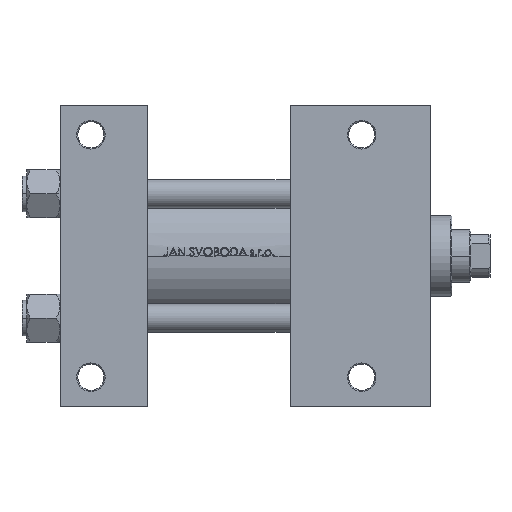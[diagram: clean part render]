
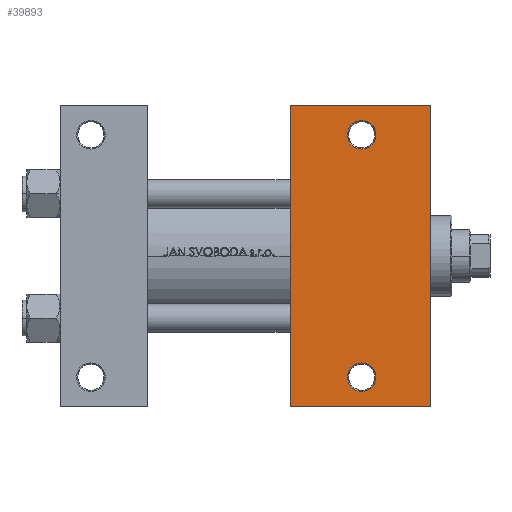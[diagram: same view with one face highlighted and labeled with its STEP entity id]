
A CAD part, front view. The second image highlights one B-rep face of the part: STEP entity #39893.
In plain terms, the highlighted face is planar.
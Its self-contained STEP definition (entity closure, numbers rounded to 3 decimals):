
#710 = AXIS2_PLACEMENT_3D ( 'NONE', #29845, #45018, #44519 ) ;
#1074 = CARTESIAN_POINT ( 'NONE',  ( 156., 37.5, -37.5 ) ) ;
#1145 = LINE ( 'NONE', #35037, #40613 ) ;
#1489 = VECTOR ( 'NONE', #45806, 1000. ) ;
#2826 = DIRECTION ( 'NONE',  ( -1., 0., 0. ) ) ;
#3336 = EDGE_CURVE ( 'NONE', #21695, #10340, #27325, .T. ) ;
#3378 = AXIS2_PLACEMENT_3D ( 'NONE', #18642, #33863, #46532 ) ;
#3464 = PLANE ( 'NONE',  #3378 ) ;
#4124 = ORIENTED_EDGE ( 'NONE', *, *, #30530, .T. ) ;
#4440 = CARTESIAN_POINT ( 'NONE',  ( 97., 63.5, -37.5 ) ) ;
#4921 = ORIENTED_EDGE ( 'NONE', *, *, #47465, .T. ) ;
#5008 = AXIS2_PLACEMENT_3D ( 'NONE', #11122, #38304, #11872 ) ;
#7182 = FACE_BOUND ( 'NONE', #17653, .T. ) ;
#7486 = CARTESIAN_POINT ( 'NONE',  ( 97., -63.5, -37.5 ) ) ;
#8154 = VERTEX_POINT ( 'NONE', #15834 ) ;
#10340 = VERTEX_POINT ( 'NONE', #27406 ) ;
#10390 = CIRCLE ( 'NONE', #18358, 5.999 ) ;
#10580 = ORIENTED_EDGE ( 'NONE', *, *, #3336, .T. ) ;
#11122 = CARTESIAN_POINT ( 'NONE',  ( 127., 51., -37.5 ) ) ;
#11400 = VERTEX_POINT ( 'NONE', #18198 ) ;
#11782 = LINE ( 'NONE', #1074, #19451 ) ;
#11872 = DIRECTION ( 'NONE',  ( -1., 0., 0. ) ) ;
#12277 = DIRECTION ( 'NONE',  ( 0., -1., 0. ) ) ;
#12418 = VERTEX_POINT ( 'NONE', #48185 ) ;
#13631 = AXIS2_PLACEMENT_3D ( 'NONE', #37771, #30797, #19065 ) ;
#15018 = CARTESIAN_POINT ( 'NONE',  ( 127., -51., -37.5 ) ) ;
#15834 = CARTESIAN_POINT ( 'NONE',  ( 121., -51., -37.5 ) ) ;
#17045 = ORIENTED_EDGE ( 'NONE', *, *, #25499, .T. ) ;
#17404 = VECTOR ( 'NONE', #22700, 1000. ) ;
#17653 = EDGE_LOOP ( 'NONE', ( #37819, #17045 ) ) ;
#18198 = CARTESIAN_POINT ( 'NONE',  ( 156., 63.5, -37.5 ) ) ;
#18252 = DIRECTION ( 'NONE',  ( 0., 0., 1. ) ) ;
#18358 = AXIS2_PLACEMENT_3D ( 'NONE', #15018, #18252, #2826 ) ;
#18642 = CARTESIAN_POINT ( 'NONE',  ( 156., 37.5, -37.5 ) ) ;
#19065 = DIRECTION ( 'NONE',  ( -1., 0., 0. ) ) ;
#19451 = VECTOR ( 'NONE', #12277, 1000. ) ;
#20055 = ORIENTED_EDGE ( 'NONE', *, *, #22069, .T. ) ;
#21695 = VERTEX_POINT ( 'NONE', #38896 ) ;
#22069 = EDGE_CURVE ( 'NONE', #10340, #21695, #24557, .T. ) ;
#22700 = DIRECTION ( 'NONE',  ( -1., 0., 0. ) ) ;
#23179 = VERTEX_POINT ( 'NONE', #28355 ) ;
#24317 = EDGE_CURVE ( 'NONE', #47613, #12418, #1145, .T. ) ;
#24557 = CIRCLE ( 'NONE', #710, 5.999 ) ;
#25235 = EDGE_LOOP ( 'NONE', ( #27915, #4124, #4921, #29148 ) ) ;
#25499 = EDGE_CURVE ( 'NONE', #35991, #8154, #10390, .T. ) ;
#26135 = LINE ( 'NONE', #4440, #1489 ) ;
#26177 = CARTESIAN_POINT ( 'NONE',  ( 132.999, -51., -37.5 ) ) ;
#27325 = CIRCLE ( 'NONE', #5008, 5.999 ) ;
#27406 = CARTESIAN_POINT ( 'NONE',  ( 132.999, 51., -37.5 ) ) ;
#27915 = ORIENTED_EDGE ( 'NONE', *, *, #24317, .F. ) ;
#27988 = EDGE_LOOP ( 'NONE', ( #10580, #20055 ) ) ;
#28355 = CARTESIAN_POINT ( 'NONE',  ( 156., -63.5, -37.5 ) ) ;
#29148 = ORIENTED_EDGE ( 'NONE', *, *, #30236, .T. ) ;
#29845 = CARTESIAN_POINT ( 'NONE',  ( 127., 51., -37.5 ) ) ;
#30236 = EDGE_CURVE ( 'NONE', #23179, #12418, #41632, .T. ) ;
#30398 = CIRCLE ( 'NONE', #13631, 5.999 ) ;
#30530 = EDGE_CURVE ( 'NONE', #47613, #11400, #26135, .T. ) ;
#30797 = DIRECTION ( 'NONE',  ( 0., 0., 1. ) ) ;
#32211 = CARTESIAN_POINT ( 'NONE',  ( 97., 63.5, -37.5 ) ) ;
#33863 = DIRECTION ( 'NONE',  ( 0., 0., -1. ) ) ;
#35037 = CARTESIAN_POINT ( 'NONE',  ( 97., 37.5, -37.5 ) ) ;
#35991 = VERTEX_POINT ( 'NONE', #26177 ) ;
#37589 = FACE_OUTER_BOUND ( 'NONE', #25235, .T. ) ;
#37734 = EDGE_CURVE ( 'NONE', #8154, #35991, #30398, .T. ) ;
#37771 = CARTESIAN_POINT ( 'NONE',  ( 127., -51., -37.5 ) ) ;
#37819 = ORIENTED_EDGE ( 'NONE', *, *, #37734, .T. ) ;
#38304 = DIRECTION ( 'NONE',  ( 0., 0., 1. ) ) ;
#38896 = CARTESIAN_POINT ( 'NONE',  ( 121.001, 51., -37.5 ) ) ;
#39025 = DIRECTION ( 'NONE',  ( 0., -1., 0. ) ) ;
#39893 = ADVANCED_FACE ( 'NONE', ( #41328, #7182, #37589 ), #3464, .T. ) ;
#40613 = VECTOR ( 'NONE', #39025, 1000. ) ;
#41328 = FACE_BOUND ( 'NONE', #27988, .T. ) ;
#41632 = LINE ( 'NONE', #7486, #17404 ) ;
#44519 = DIRECTION ( 'NONE',  ( -1., 0., 0. ) ) ;
#45018 = DIRECTION ( 'NONE',  ( 0., 0., 1. ) ) ;
#45806 = DIRECTION ( 'NONE',  ( 1., 0., 0. ) ) ;
#46532 = DIRECTION ( 'NONE',  ( -1., 0., 0. ) ) ;
#47465 = EDGE_CURVE ( 'NONE', #11400, #23179, #11782, .T. ) ;
#47613 = VERTEX_POINT ( 'NONE', #32211 ) ;
#48185 = CARTESIAN_POINT ( 'NONE',  ( 97., -63.5, -37.5 ) ) ;
